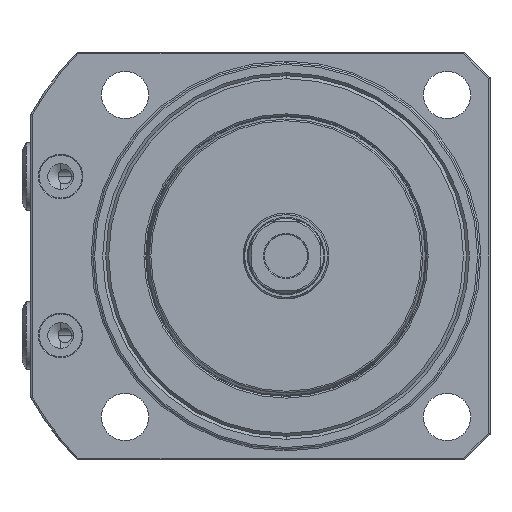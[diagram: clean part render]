
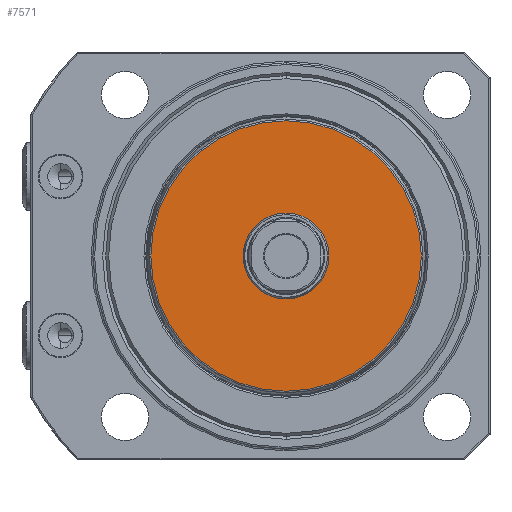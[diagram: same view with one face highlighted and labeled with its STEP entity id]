
A CAD part, front view. The second image highlights one B-rep face of the part: STEP entity #7571.
In plain terms, the highlighted planar face has unit normal (0, -1, 0).
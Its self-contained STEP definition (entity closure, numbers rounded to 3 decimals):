
#54 = ORIENTED_EDGE ( 'NONE', *, *, #7966, .T. ) ;
#56 = ORIENTED_EDGE ( 'NONE', *, *, #8309, .T. ) ;
#58 = ORIENTED_EDGE ( 'NONE', *, *, #7974, .T. ) ;
#59 = ORIENTED_EDGE ( 'NONE', *, *, #7975, .T. ) ;
#251 = VERTEX_POINT ( 'NONE', #3945 ) ;
#253 = VERTEX_POINT ( 'NONE', #3947 ) ;
#261 = VERTEX_POINT ( 'NONE', #3955 ) ;
#265 = VERTEX_POINT ( 'NONE', #3959 ) ;
#1192 = AXIS2_PLACEMENT_3D ( 'NONE', #8458, #8459, #8460 ) ;
#1194 = FACE_OUTER_BOUND ( 'NONE', #4594, .T. ) ;
#1197 = FACE_BOUND ( 'NONE', #4593, .T. ) ;
#1826 = CIRCLE ( 'NONE', #5786, 10. ) ;
#1852 = CIRCLE ( 'NONE', #5636, 31.492 ) ;
#1862 = CIRCLE ( 'NONE', #5505, 10. ) ;
#1863 = CIRCLE ( 'NONE', #6175, 31.492 ) ;
#3945 = CARTESIAN_POINT ( 'NONE',  ( 0., 0., 10. ) ) ;
#3947 = CARTESIAN_POINT ( 'NONE',  ( 0., 0., -10. ) ) ;
#3955 = CARTESIAN_POINT ( 'NONE',  ( 0., 0., 31.492 ) ) ;
#3959 = CARTESIAN_POINT ( 'NONE',  ( 0., 0., -31.492 ) ) ;
#4593 = EDGE_LOOP ( 'NONE', ( #58, #56 ) ) ;
#4594 = EDGE_LOOP ( 'NONE', ( #59, #54 ) ) ;
#5021 = CARTESIAN_POINT ( 'NONE',  ( 0., 0., 0. ) ) ;
#5028 = DIRECTION ( 'NONE',  ( 0., 1., 0. ) ) ;
#5029 = DIRECTION ( 'NONE',  ( 0., 0., 1. ) ) ;
#5505 = AXIS2_PLACEMENT_3D ( 'NONE', #6463, #6473, #6474 ) ;
#5636 = AXIS2_PLACEMENT_3D ( 'NONE', #6448, #6449, #6450 ) ;
#5786 = AXIS2_PLACEMENT_3D ( 'NONE', #5021, #5028, #5029 ) ;
#6175 = AXIS2_PLACEMENT_3D ( 'NONE', #6475, #6476, #6477 ) ;
#6448 = CARTESIAN_POINT ( 'NONE',  ( 0., 0., 0. ) ) ;
#6449 = DIRECTION ( 'NONE',  ( 0., -1., 0. ) ) ;
#6450 = DIRECTION ( 'NONE',  ( 0., 0., 1. ) ) ;
#6463 = CARTESIAN_POINT ( 'NONE',  ( 0., 0., 0. ) ) ;
#6473 = DIRECTION ( 'NONE',  ( 0., 1., 0. ) ) ;
#6474 = DIRECTION ( 'NONE',  ( 0., 0., 1. ) ) ;
#6475 = CARTESIAN_POINT ( 'NONE',  ( 0., 0., 0. ) ) ;
#6476 = DIRECTION ( 'NONE',  ( 0., -1., 0. ) ) ;
#6477 = DIRECTION ( 'NONE',  ( 0., 0., 1. ) ) ;
#7571 = ADVANCED_FACE ( 'NONE', ( #1197, #1194 ), #8457, .F. ) ;
#7966 = EDGE_CURVE ( 'NONE', #265, #261, #1852, .T. ) ;
#7974 = EDGE_CURVE ( 'NONE', #251, #253, #1862, .T. ) ;
#7975 = EDGE_CURVE ( 'NONE', #261, #265, #1863, .T. ) ;
#8309 = EDGE_CURVE ( 'NONE', #253, #251, #1826, .T. ) ;
#8457 = PLANE ( 'NONE',  #1192 ) ;
#8458 = CARTESIAN_POINT ( 'NONE',  ( 31.772, 0., 0. ) ) ;
#8459 = DIRECTION ( 'NONE',  ( 0., 1., 0. ) ) ;
#8460 = DIRECTION ( 'NONE',  ( 0., 0., 1. ) ) ;
